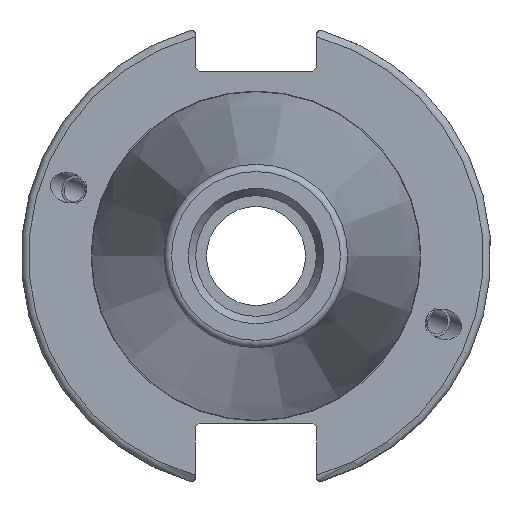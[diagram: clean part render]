
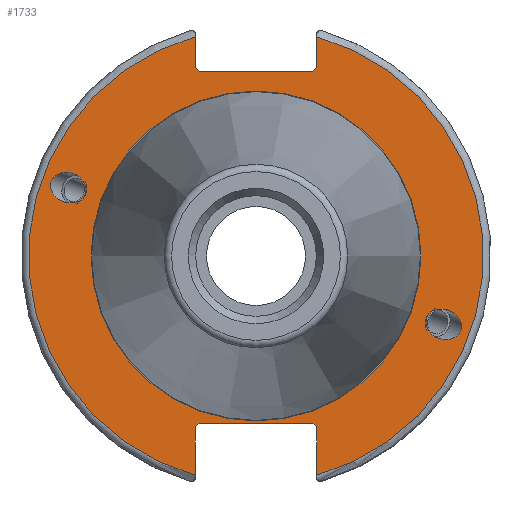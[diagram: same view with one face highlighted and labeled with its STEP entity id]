
A CAD part, left-side view. The second image highlights one B-rep face of the part: STEP entity #1733.
In plain terms, the highlighted planar face has unit normal (-1, 0, 0).
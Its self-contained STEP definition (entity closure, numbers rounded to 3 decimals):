
#39=ELLIPSE('',#1879,2.442,2.);
#48=ELLIPSE('',#1927,2.442,2.);
#72=FACE_BOUND('',#273,.T.);
#73=FACE_BOUND('',#274,.T.);
#74=FACE_BOUND('',#275,.T.);
#91=PLANE('',#1937);
#171=FACE_OUTER_BOUND('',#272,.T.);
#272=EDGE_LOOP('',(#1403,#1404,#1405,#1406,#1407,#1408,#1409,#1410,#1411,
#1412,#1413,#1414));
#273=EDGE_LOOP('',(#1415));
#274=EDGE_LOOP('',(#1416));
#275=EDGE_LOOP('',(#1417,#1418));
#402=LINE('',#3153,#494);
#403=LINE('',#3155,#495);
#404=LINE('',#3157,#496);
#405=LINE('',#3159,#497);
#406=LINE('',#3161,#498);
#407=LINE('',#3165,#499);
#408=LINE('',#3167,#500);
#409=LINE('',#3169,#501);
#410=LINE('',#3171,#502);
#411=LINE('',#3172,#503);
#494=VECTOR('',#2345,10.);
#495=VECTOR('',#2346,10.);
#496=VECTOR('',#2347,10.);
#497=VECTOR('',#2348,10.);
#498=VECTOR('',#2349,10.);
#499=VECTOR('',#2352,10.);
#500=VECTOR('',#2353,10.);
#501=VECTOR('',#2354,10.);
#502=VECTOR('',#2355,10.);
#503=VECTOR('',#2356,10.);
#615=CIRCLE('',#1933,22.3);
#616=CIRCLE('',#1934,22.3);
#619=CIRCLE('',#1938,30.75);
#620=CIRCLE('',#1939,30.75);
#732=VERTEX_POINT('',#2936);
#777=VERTEX_POINT('',#3129);
#781=VERTEX_POINT('',#3140);
#782=VERTEX_POINT('',#3142);
#784=VERTEX_POINT('',#3149);
#785=VERTEX_POINT('',#3150);
#786=VERTEX_POINT('',#3152);
#787=VERTEX_POINT('',#3154);
#788=VERTEX_POINT('',#3156);
#789=VERTEX_POINT('',#3158);
#790=VERTEX_POINT('',#3160);
#791=VERTEX_POINT('',#3162);
#792=VERTEX_POINT('',#3164);
#793=VERTEX_POINT('',#3166);
#794=VERTEX_POINT('',#3168);
#795=VERTEX_POINT('',#3170);
#943=EDGE_CURVE('',#732,#732,#39,.T.);
#1004=EDGE_CURVE('',#777,#777,#48,.T.);
#1009=EDGE_CURVE('',#781,#782,#615,.T.);
#1010=EDGE_CURVE('',#782,#781,#616,.T.);
#1013=EDGE_CURVE('',#784,#785,#619,.T.);
#1014=EDGE_CURVE('',#784,#786,#402,.T.);
#1015=EDGE_CURVE('',#787,#786,#403,.T.);
#1016=EDGE_CURVE('',#787,#788,#404,.T.);
#1017=EDGE_CURVE('',#789,#788,#405,.T.);
#1018=EDGE_CURVE('',#789,#790,#406,.T.);
#1019=EDGE_CURVE('',#791,#790,#620,.T.);
#1020=EDGE_CURVE('',#791,#792,#407,.T.);
#1021=EDGE_CURVE('',#793,#792,#408,.T.);
#1022=EDGE_CURVE('',#793,#794,#409,.T.);
#1023=EDGE_CURVE('',#795,#794,#410,.T.);
#1024=EDGE_CURVE('',#795,#785,#411,.T.);
#1403=ORIENTED_EDGE('',*,*,#1013,.F.);
#1404=ORIENTED_EDGE('',*,*,#1014,.T.);
#1405=ORIENTED_EDGE('',*,*,#1015,.F.);
#1406=ORIENTED_EDGE('',*,*,#1016,.T.);
#1407=ORIENTED_EDGE('',*,*,#1017,.F.);
#1408=ORIENTED_EDGE('',*,*,#1018,.T.);
#1409=ORIENTED_EDGE('',*,*,#1019,.F.);
#1410=ORIENTED_EDGE('',*,*,#1020,.T.);
#1411=ORIENTED_EDGE('',*,*,#1021,.F.);
#1412=ORIENTED_EDGE('',*,*,#1022,.T.);
#1413=ORIENTED_EDGE('',*,*,#1023,.F.);
#1414=ORIENTED_EDGE('',*,*,#1024,.T.);
#1415=ORIENTED_EDGE('',*,*,#943,.T.);
#1416=ORIENTED_EDGE('',*,*,#1004,.T.);
#1417=ORIENTED_EDGE('',*,*,#1010,.F.);
#1418=ORIENTED_EDGE('',*,*,#1009,.F.);
#1733=ADVANCED_FACE('',(#171,#72,#73,#74),#91,.T.);
#1879=AXIS2_PLACEMENT_3D('',#2938,#2207,#2208);
#1927=AXIS2_PLACEMENT_3D('',#3131,#2320,#2321);
#1933=AXIS2_PLACEMENT_3D('',#3143,#2333,#2334);
#1934=AXIS2_PLACEMENT_3D('',#3144,#2335,#2336);
#1937=AXIS2_PLACEMENT_3D('',#3148,#2341,#2342);
#1938=AXIS2_PLACEMENT_3D('',#3151,#2343,#2344);
#1939=AXIS2_PLACEMENT_3D('',#3163,#2350,#2351);
#2207=DIRECTION('center_axis',(1.,0.,0.));
#2208=DIRECTION('ref_axis',(0.,-0.94,-0.342));
#2320=DIRECTION('center_axis',(1.,0.,0.));
#2321=DIRECTION('ref_axis',(0.,0.94,0.342));
#2333=DIRECTION('center_axis',(-1.,0.,0.));
#2334=DIRECTION('ref_axis',(0.,-1.,0.));
#2335=DIRECTION('center_axis',(-1.,0.,0.));
#2336=DIRECTION('ref_axis',(0.,-1.,0.));
#2341=DIRECTION('center_axis',(-1.,0.,0.));
#2342=DIRECTION('ref_axis',(0.,0.,1.));
#2343=DIRECTION('center_axis',(1.,0.,0.));
#2344=DIRECTION('ref_axis',(0.,-1.,0.));
#2345=DIRECTION('',(0.,0.,-1.));
#2346=DIRECTION('',(0.,-0.707,0.707));
#2347=DIRECTION('',(0.,1.,0.));
#2348=DIRECTION('',(0.,-0.707,-0.707));
#2349=DIRECTION('',(0.,0.,1.));
#2350=DIRECTION('center_axis',(1.,0.,0.));
#2351=DIRECTION('ref_axis',(0.,1.,0.));
#2352=DIRECTION('',(0.,0.,1.));
#2353=DIRECTION('',(0.,0.707,-0.707));
#2354=DIRECTION('',(0.,-1.,0.));
#2355=DIRECTION('',(0.,0.707,0.707));
#2356=DIRECTION('',(0.,0.,-1.));
#2936=CARTESIAN_POINT('',(3.175,-23.077,-8.399));
#2938=CARTESIAN_POINT('Origin',(3.175,-25.372,-9.235));
#3129=CARTESIAN_POINT('',(3.175,23.077,8.399));
#3131=CARTESIAN_POINT('Origin',(3.175,25.372,9.235));
#3140=CARTESIAN_POINT('',(3.175,0.,22.3));
#3142=CARTESIAN_POINT('',(3.175,22.3,0.));
#3143=CARTESIAN_POINT('Origin',(3.175,0.,0.));
#3144=CARTESIAN_POINT('Origin',(3.175,0.,0.));
#3148=CARTESIAN_POINT('Origin',(3.175,31.75,0.));
#3149=CARTESIAN_POINT('',(3.175,-8.19,29.639));
#3150=CARTESIAN_POINT('',(3.175,-8.19,-29.639));
#3151=CARTESIAN_POINT('Origin',(3.175,0.,0.));
#3152=CARTESIAN_POINT('',(3.175,-8.19,25.5));
#3153=CARTESIAN_POINT('',(3.175,-8.19,12.5));
#3154=CARTESIAN_POINT('',(3.175,-7.69,25.));
#3155=CARTESIAN_POINT('',(3.175,8.295,9.015));
#3156=CARTESIAN_POINT('',(3.175,7.69,25.));
#3157=CARTESIAN_POINT('',(3.175,15.875,25.));
#3158=CARTESIAN_POINT('',(3.175,8.19,25.5));
#3159=CARTESIAN_POINT('',(3.175,7.58,24.89));
#3160=CARTESIAN_POINT('',(3.175,8.19,29.639));
#3161=CARTESIAN_POINT('',(3.175,8.19,12.5));
#3162=CARTESIAN_POINT('',(3.175,8.19,-29.639));
#3163=CARTESIAN_POINT('Origin',(3.175,0.,0.));
#3164=CARTESIAN_POINT('',(3.175,8.19,-23.1));
#3165=CARTESIAN_POINT('',(3.175,8.19,-11.3));
#3166=CARTESIAN_POINT('',(3.175,7.69,-22.6));
#3167=CARTESIAN_POINT('',(3.175,8.18,-23.09));
#3168=CARTESIAN_POINT('',(3.175,-7.69,-22.6));
#3169=CARTESIAN_POINT('',(3.175,15.875,-22.6));
#3170=CARTESIAN_POINT('',(3.175,-8.19,-23.1));
#3171=CARTESIAN_POINT('',(3.175,7.695,-7.215));
#3172=CARTESIAN_POINT('',(3.175,-8.19,-11.3));
